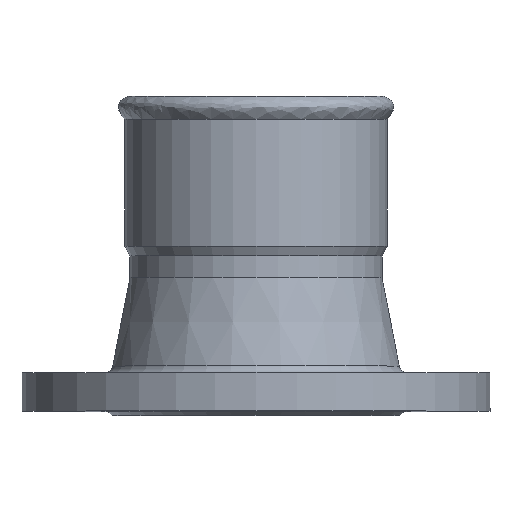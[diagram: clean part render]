
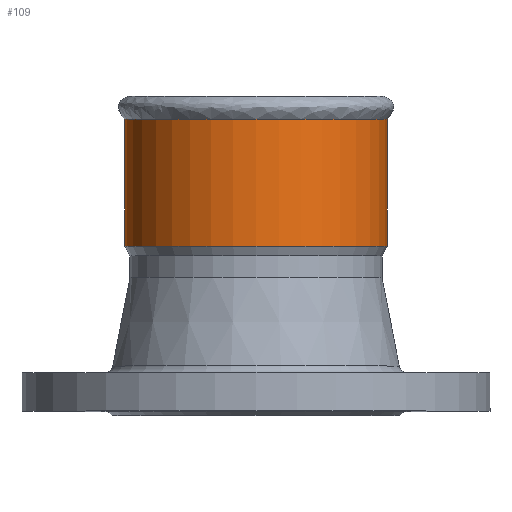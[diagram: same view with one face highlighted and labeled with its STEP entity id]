
A CAD part, top view. The second image highlights one B-rep face of the part: STEP entity #109.
In plain terms, the highlighted cylindrical face has radius 61.626 mm (diameter 123.252 mm), a partial arc.
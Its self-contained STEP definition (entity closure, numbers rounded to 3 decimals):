
#17 = CIRCLE ( 'NONE', #1423, 61.626 ) ;
#62 = CARTESIAN_POINT ( 'NONE',  ( 61.626, 73.052, 0. ) ) ;
#77 = EDGE_CURVE ( 'NONE', #635, #1181, #178, .T. ) ;
#103 = VECTOR ( 'NONE', #509, 1000. ) ;
#109 = ADVANCED_FACE ( 'NONE', ( #1448 ), #1005, .T. ) ;
#154 = ORIENTED_EDGE ( 'NONE', *, *, #77, .T. ) ;
#167 = CARTESIAN_POINT ( 'NONE',  ( 61.626, 79.582, 0. ) ) ;
#178 = CIRCLE ( 'NONE', #301, 61.626 ) ;
#242 = EDGE_CURVE ( 'NONE', #835, #280, #17, .T. ) ;
#260 = DIRECTION ( 'NONE',  ( -1., 0., 0. ) ) ;
#280 = VERTEX_POINT ( 'NONE', #503 ) ;
#301 = AXIS2_PLACEMENT_3D ( 'NONE', #1350, #1132, #326 ) ;
#326 = DIRECTION ( 'NONE',  ( -1., 0., 0. ) ) ;
#424 = CARTESIAN_POINT ( 'NONE',  ( 0., 73.052, 0. ) ) ;
#503 = CARTESIAN_POINT ( 'NONE',  ( 61.626, 139.201, 0. ) ) ;
#509 = DIRECTION ( 'NONE',  ( 0., 1., 0. ) ) ;
#635 = VERTEX_POINT ( 'NONE', #1474 ) ;
#655 = DIRECTION ( 'NONE',  ( 0., 1., 0. ) ) ;
#736 = AXIS2_PLACEMENT_3D ( 'NONE', #424, #655, #885 ) ;
#774 = LINE ( 'NONE', #791, #1138 ) ;
#791 = CARTESIAN_POINT ( 'NONE',  ( -61.626, 73.052, 0. ) ) ;
#832 = EDGE_CURVE ( 'NONE', #1181, #280, #845, .T. ) ;
#835 = VERTEX_POINT ( 'NONE', #962 ) ;
#845 = LINE ( 'NONE', #62, #103 ) ;
#856 = CARTESIAN_POINT ( 'NONE',  ( 0., 139.201, 0. ) ) ;
#885 = DIRECTION ( 'NONE',  ( -1., 0., 0. ) ) ;
#959 = ORIENTED_EDGE ( 'NONE', *, *, #242, .F. ) ;
#962 = CARTESIAN_POINT ( 'NONE',  ( -61.626, 139.201, 0. ) ) ;
#963 = DIRECTION ( 'NONE',  ( 0., 1., 0. ) ) ;
#1005 = CYLINDRICAL_SURFACE ( 'NONE', #736, 61.626 ) ;
#1083 = EDGE_LOOP ( 'NONE', ( #154, #1365, #959, #1203 ) ) ;
#1132 = DIRECTION ( 'NONE',  ( 0., 1., 0. ) ) ;
#1138 = VECTOR ( 'NONE', #1238, 1000. ) ;
#1181 = VERTEX_POINT ( 'NONE', #167 ) ;
#1203 = ORIENTED_EDGE ( 'NONE', *, *, #1343, .F. ) ;
#1238 = DIRECTION ( 'NONE',  ( 0., 1., 0. ) ) ;
#1343 = EDGE_CURVE ( 'NONE', #635, #835, #774, .T. ) ;
#1350 = CARTESIAN_POINT ( 'NONE',  ( 0., 79.582, 0. ) ) ;
#1365 = ORIENTED_EDGE ( 'NONE', *, *, #832, .T. ) ;
#1423 = AXIS2_PLACEMENT_3D ( 'NONE', #856, #963, #260 ) ;
#1448 = FACE_OUTER_BOUND ( 'NONE', #1083, .T. ) ;
#1474 = CARTESIAN_POINT ( 'NONE',  ( -61.626, 79.582, 0. ) ) ;
